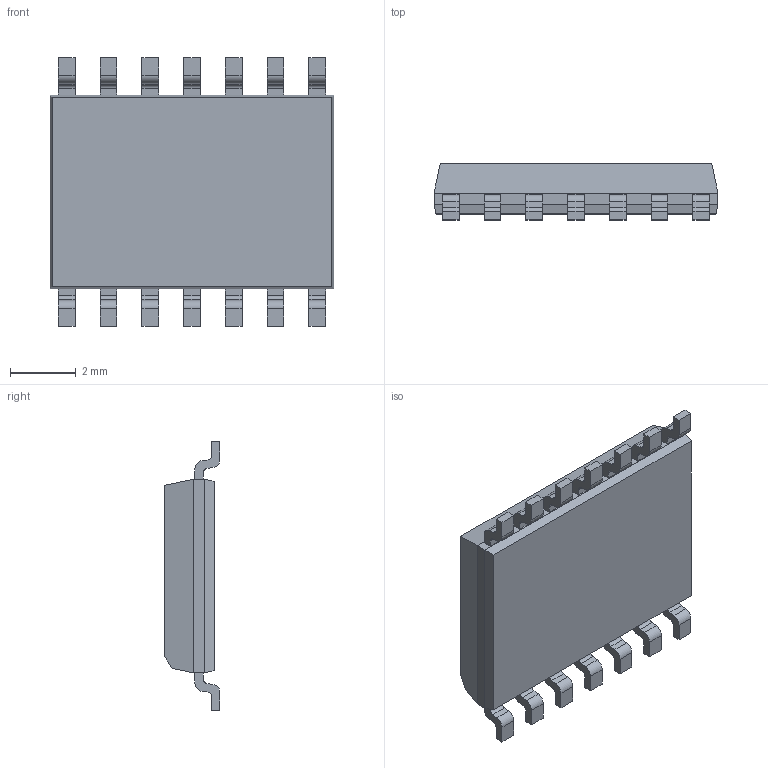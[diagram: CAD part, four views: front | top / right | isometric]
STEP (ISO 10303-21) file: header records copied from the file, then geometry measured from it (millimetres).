
FILE_DESCRIPTION (( 'STEP AP214' ), '1' );
FILE_NAME ('User Library-SOIC.STEP', '2013-01-05T02:54:11', ( 'Windows User' ), ( '' ), 'SwSTEP 2.0', 'SolidWorks 2013', '' );
FILE_SCHEMA (( 'AUTOMOTIVE_DESIGN' ));
Length unit declared in the file: inch
Products named in the file (1): User Library-SOIC
Bounding box: 8.64 x 1.7 x 8.18 mm (x, y, z)
Volume: 77.3 mm3; surface area: 169.6 mm2
Topology: 1 solids, 1 shells, 200 faces, 541 edges, 358 vertices
Faces by surface type: plane 142, cylinder 58
Entity records: 6492 total; most frequent: CARTESIAN_POINT 1100, ORIENTED_EDGE 1082, DIRECTION 1059, EDGE_CURVE 541, VECTOR 425, LINE 425, VERTEX_POINT 358, AXIS2_PLACEMENT_3D 317
